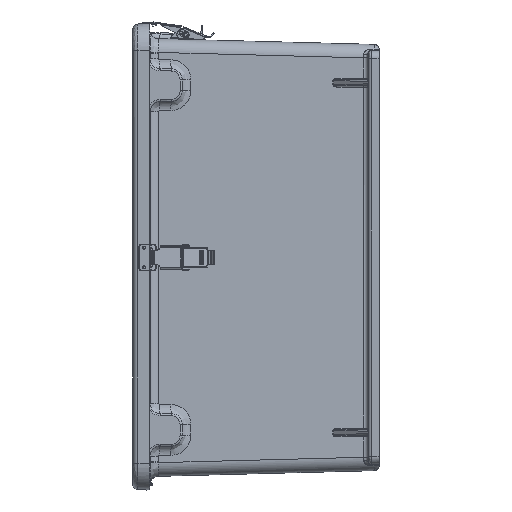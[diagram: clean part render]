
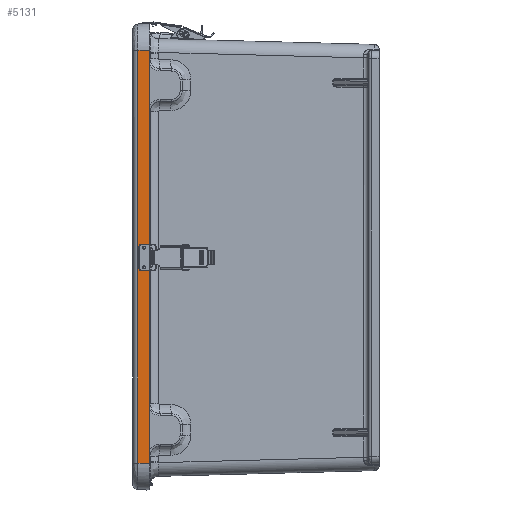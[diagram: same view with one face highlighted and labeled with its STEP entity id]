
A CAD part, left-side view. The second image highlights one B-rep face of the part: STEP entity #5131.
In plain terms, the highlighted planar face has unit normal (-1, 0.026, 0).
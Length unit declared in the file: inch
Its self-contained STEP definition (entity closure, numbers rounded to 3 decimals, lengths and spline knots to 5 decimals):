
#3619 = DIRECTION ( 'NONE',  ( 0.026, 0.999, -0.026 ) ) ;
#5131 = ADVANCED_FACE ( 'NONE', ( #109880, #58582, #13321 ), #6925, .T. ) ;
#5827 = VERTEX_POINT ( 'NONE', #9856 ) ;
#6186 = EDGE_LOOP ( 'NONE', ( #104973 ) ) ;
#6925 = PLANE ( 'NONE',  #121640 ) ;
#9856 = CARTESIAN_POINT ( 'NONE',  ( -13.01339, 5.35836, 0.4685 ) ) ;
#10044 = CARTESIAN_POINT ( 'NONE',  ( -13.00975, 5.49736, -0.33 ) ) ;
#13321 = FACE_OUTER_BOUND ( 'NONE', #85029, .T. ) ;
#16185 = CARTESIAN_POINT ( 'NONE',  ( -12.99751, 5.96508, -11.027 ) ) ;
#16641 = LINE ( 'NONE', #124295, #48408 ) ;
#18022 = CARTESIAN_POINT ( 'NONE',  ( -13.01339, 5.35836, 0.3295 ) ) ;
#21554 = VERTEX_POINT ( 'NONE', #26366 ) ;
#23442 = LINE ( 'NONE', #124800, #100400 ) ;
#26366 = CARTESIAN_POINT ( 'NONE',  ( -13.01845, 5.16536, 9.84442 ) ) ;
#29858 = DIRECTION ( 'NONE',  ( 0., 0., 1. ) ) ;
#30264 = CARTESIAN_POINT ( 'NONE',  ( -13.00975, 5.49736, -0.608 ) ) ;
#34950 = EDGE_CURVE ( 'NONE', #54241, #54241, #41362, .T. ) ;
#38315 = CARTESIAN_POINT ( 'NONE',  ( -13.01339, 5.35836, -0.608 ) ) ;
#38590 = ORIENTED_EDGE ( 'NONE', *, *, #84525, .F. ) ;
#41362 =( BOUNDED_CURVE ( )  B_SPLINE_CURVE ( 3, ( #96089, #38315, #30264, #105719, #10044, #115441, #58543 ),
 .UNSPECIFIED., .T., .F. ) 
 B_SPLINE_CURVE_WITH_KNOTS ( ( 4, 3, 4 ),
 ( 0., 3.14159, 6.28319 ),
 .UNSPECIFIED. ) 
 CURVE ( )  GEOMETRIC_REPRESENTATION_ITEM ( )  RATIONAL_B_SPLINE_CURVE ( ( 1., 0.333, 0.333, 1., 0.333, 0.333, 1. ) ) 
 REPRESENTATION_ITEM ( '' )  );
#44020 = VERTEX_POINT ( 'NONE', #99520 ) ;
#47492 = CARTESIAN_POINT ( 'NONE',  ( -13.01845, 5.16536, -9.77743 ) ) ;
#48408 = VECTOR ( 'NONE', #114628, 39.37008 ) ;
#48640 = LINE ( 'NONE', #86487, #114977 ) ;
#48792 =( BOUNDED_CURVE ( )  B_SPLINE_CURVE ( 3, ( #55957, #18022, #94815, #123840, #75374, #55576, #76202 ),
 .UNSPECIFIED., .T., .F. ) 
 B_SPLINE_CURVE_WITH_KNOTS ( ( 4, 3, 4 ),
 ( 0., 3.14159, 6.28319 ),
 .UNSPECIFIED. ) 
 CURVE ( )  GEOMETRIC_REPRESENTATION_ITEM ( )  RATIONAL_B_SPLINE_CURVE ( ( 1., 0.333, 0.333, 1., 0.333, 0.333, 1. ) ) 
 REPRESENTATION_ITEM ( '' )  );
#49978 = EDGE_CURVE ( 'NONE', #44020, #51988, #16641, .T. ) ;
#51073 = LINE ( 'NONE', #91788, #84246 ) ;
#51851 = EDGE_CURVE ( 'NONE', #5827, #5827, #48792, .T. ) ;
#51900 = CARTESIAN_POINT ( 'NONE',  ( -13.01339, 5.35836, -0.469 ) ) ;
#51988 = VERTEX_POINT ( 'NONE', #58469 ) ;
#52252 = EDGE_CURVE ( 'NONE', #21554, #51988, #51073, .T. ) ;
#54241 = VERTEX_POINT ( 'NONE', #51900 ) ;
#55576 = CARTESIAN_POINT ( 'NONE',  ( -13.01339, 5.35836, 0.6075 ) ) ;
#55957 = CARTESIAN_POINT ( 'NONE',  ( -13.01339, 5.35836, 0.4685 ) ) ;
#58469 = CARTESIAN_POINT ( 'NONE',  ( -13.00387, 5.7219, 9.82985 ) ) ;
#58543 = CARTESIAN_POINT ( 'NONE',  ( -13.01339, 5.35836, -0.469 ) ) ;
#58582 = FACE_BOUND ( 'NONE', #6186, .T. ) ;
#72366 = ORIENTED_EDGE ( 'NONE', *, *, #111274, .T. ) ;
#72447 = ORIENTED_EDGE ( 'NONE', *, *, #49978, .F. ) ;
#75374 = CARTESIAN_POINT ( 'NONE',  ( -13.00975, 5.49736, 0.6075 ) ) ;
#76202 = CARTESIAN_POINT ( 'NONE',  ( -13.01339, 5.35836, 0.4685 ) ) ;
#77199 = VERTEX_POINT ( 'NONE', #47492 ) ;
#84246 = VECTOR ( 'NONE', #3619, 39.37008 ) ;
#84324 = ORIENTED_EDGE ( 'NONE', *, *, #52252, .T. ) ;
#84525 = EDGE_CURVE ( 'NONE', #77199, #44020, #23442, .T. ) ;
#85029 = EDGE_LOOP ( 'NONE', ( #72366, #84324, #72447, #38590 ) ) ;
#86487 = CARTESIAN_POINT ( 'NONE',  ( -13.01845, 5.16536, -11.027 ) ) ;
#91788 = CARTESIAN_POINT ( 'NONE',  ( -13.01845, 5.16536, 9.84442 ) ) ;
#94815 = CARTESIAN_POINT ( 'NONE',  ( -13.00975, 5.49736, 0.3295 ) ) ;
#96089 = CARTESIAN_POINT ( 'NONE',  ( -13.01339, 5.35836, -0.469 ) ) ;
#99520 = CARTESIAN_POINT ( 'NONE',  ( -13.00387, 5.7219, -9.76286 ) ) ;
#100400 = VECTOR ( 'NONE', #115133, 39.37008 ) ;
#104973 = ORIENTED_EDGE ( 'NONE', *, *, #51851, .T. ) ;
#105719 = CARTESIAN_POINT ( 'NONE',  ( -13.00975, 5.49736, -0.469 ) ) ;
#109880 = FACE_BOUND ( 'NONE', #116142, .T. ) ;
#111274 = EDGE_CURVE ( 'NONE', #77199, #21554, #48640, .T. ) ;
#111899 = DIRECTION ( 'NONE',  ( -1., 0.026, 0. ) ) ;
#114628 = DIRECTION ( 'NONE',  ( 0., 0., 1. ) ) ;
#114977 = VECTOR ( 'NONE', #29858, 39.37008 ) ;
#115133 = DIRECTION ( 'NONE',  ( 0.026, 0.999, 0.026 ) ) ;
#115441 = CARTESIAN_POINT ( 'NONE',  ( -13.01339, 5.35836, -0.33 ) ) ;
#116142 = EDGE_LOOP ( 'NONE', ( #122701 ) ) ;
#121605 = DIRECTION ( 'NONE',  ( 0.026, 1., 0. ) ) ;
#121640 = AXIS2_PLACEMENT_3D ( 'NONE', #16185, #111899, #121605 ) ;
#122701 = ORIENTED_EDGE ( 'NONE', *, *, #34950, .T. ) ;
#123840 = CARTESIAN_POINT ( 'NONE',  ( -13.00975, 5.49736, 0.4685 ) ) ;
#124295 = CARTESIAN_POINT ( 'NONE',  ( -13.00387, 5.7219, -5.49675 ) ) ;
#124800 = CARTESIAN_POINT ( 'NONE',  ( -12.98943, 6.27339, -9.74842 ) ) ;
